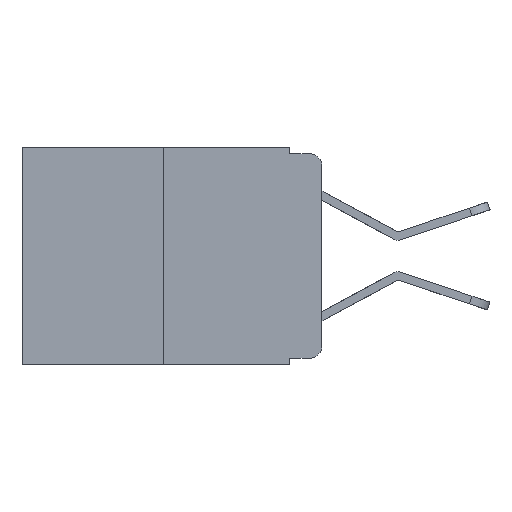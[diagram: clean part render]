
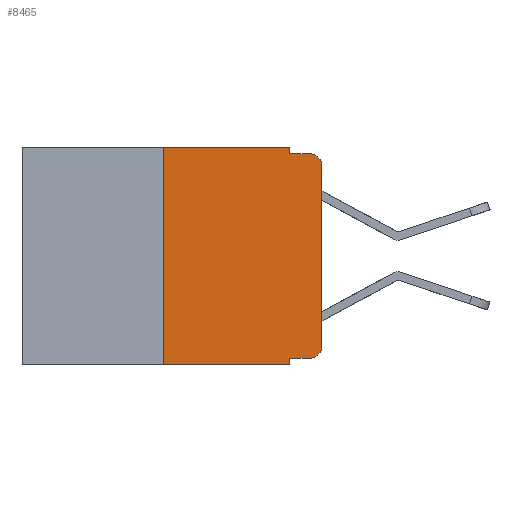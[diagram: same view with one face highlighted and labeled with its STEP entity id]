
A CAD part, left-side view. The second image highlights one B-rep face of the part: STEP entity #8465.
In plain terms, the highlighted planar face has unit normal (-1, 0, 0).
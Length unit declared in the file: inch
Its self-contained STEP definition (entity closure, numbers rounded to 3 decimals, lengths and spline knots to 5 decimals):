
#423 = VECTOR ( 'NONE', #9132, 39.37008 ) ;
#586 = CARTESIAN_POINT ( 'NONE',  ( 0., 0.051, 0. ) ) ;
#886 = VERTEX_POINT ( 'NONE', #14844 ) ;
#1337 = VERTEX_POINT ( 'NONE', #12465 ) ;
#1969 = AXIS2_PLACEMENT_3D ( 'NONE', #18631, #8896, #20207 ) ;
#2139 = CARTESIAN_POINT ( 'NONE',  ( 0., 0.473, 0. ) ) ;
#2169 = CARTESIAN_POINT ( 'NONE',  ( 0., 0., -0.03 ) ) ;
#2229 = AXIS2_PLACEMENT_3D ( 'NONE', #18071, #8260, #19625 ) ;
#2271 = CIRCLE ( 'NONE', #1969, 0.02 ) ;
#2341 = DIRECTION ( 'NONE',  ( 0., 0., -1. ) ) ;
#2751 = VECTOR ( 'NONE', #8907, 39.37008 ) ;
#3205 = CARTESIAN_POINT ( 'NONE',  ( 0., 0.051, 0. ) ) ;
#3213 = ORIENTED_EDGE ( 'NONE', *, *, #18291, .T. ) ;
#3795 = DIRECTION ( 'NONE',  ( 0., 0., -1. ) ) ;
#3973 = EDGE_CURVE ( 'NONE', #18861, #14153, #15971, .T. ) ;
#4911 = LINE ( 'NONE', #10468, #17554 ) ;
#5038 = LINE ( 'NONE', #13548, #13361 ) ;
#5062 = EDGE_CURVE ( 'NONE', #6622, #17216, #7392, .T. ) ;
#5600 = ORIENTED_EDGE ( 'NONE', *, *, #6620, .T. ) ;
#5853 = CARTESIAN_POINT ( 'NONE',  ( 0., 0.051, -0.01 ) ) ;
#5962 = CARTESIAN_POINT ( 'NONE',  ( 0., 0., -0.313 ) ) ;
#6109 = ORIENTED_EDGE ( 'NONE', *, *, #15466, .F. ) ;
#6468 = ORIENTED_EDGE ( 'NONE', *, *, #3973, .T. ) ;
#6620 = EDGE_CURVE ( 'NONE', #7289, #9839, #8898, .T. ) ;
#6622 = VERTEX_POINT ( 'NONE', #3205 ) ;
#6891 = VERTEX_POINT ( 'NONE', #12318 ) ;
#6896 = ORIENTED_EDGE ( 'NONE', *, *, #11102, .F. ) ;
#7289 = VERTEX_POINT ( 'NONE', #8310 ) ;
#7392 = LINE ( 'NONE', #586, #15654 ) ;
#7401 = CARTESIAN_POINT ( 'NONE',  ( 0., 0.051, -0.01 ) ) ;
#7457 = EDGE_CURVE ( 'NONE', #1337, #6622, #4911, .T. ) ;
#7715 = EDGE_CURVE ( 'NONE', #6891, #7289, #17793, .T. ) ;
#8088 = ORIENTED_EDGE ( 'NONE', *, *, #13977, .F. ) ;
#8209 = ORIENTED_EDGE ( 'NONE', *, *, #7457, .F. ) ;
#8260 = DIRECTION ( 'NONE',  ( -1., 0., 0. ) ) ;
#8309 = CARTESIAN_POINT ( 'NONE',  ( 0., 0.25, 0. ) ) ;
#8310 = CARTESIAN_POINT ( 'NONE',  ( 0., 0.02, -0.333 ) ) ;
#8465 = ADVANCED_FACE ( 'NONE', ( #20711 ), #16968, .F. ) ;
#8896 = DIRECTION ( 'NONE',  ( -1., 0., 0. ) ) ;
#8898 = CIRCLE ( 'NONE', #2229, 0.02 ) ;
#8907 = DIRECTION ( 'NONE',  ( 0., -1., 0. ) ) ;
#9132 = DIRECTION ( 'NONE',  ( 0., -1., 0. ) ) ;
#9839 = VERTEX_POINT ( 'NONE', #5962 ) ;
#10468 = CARTESIAN_POINT ( 'NONE',  ( 0., 0.473, 0. ) ) ;
#11102 = EDGE_CURVE ( 'NONE', #6891, #14153, #5038, .T. ) ;
#11898 = EDGE_LOOP ( 'NONE', ( #12360, #3213, #8088, #15420, #8209, #6109, #6468, #6896, #16697, #5600 ) ) ;
#12318 = CARTESIAN_POINT ( 'NONE',  ( 0., 0.051, -0.333 ) ) ;
#12360 = ORIENTED_EDGE ( 'NONE', *, *, #19329, .T. ) ;
#12377 = LINE ( 'NONE', #18203, #20403 ) ;
#12465 = CARTESIAN_POINT ( 'NONE',  ( 0., 0.25, 0. ) ) ;
#13361 = VECTOR ( 'NONE', #15181, 39.37008 ) ;
#13548 = CARTESIAN_POINT ( 'NONE',  ( 0., 0.051, 0. ) ) ;
#13657 = DIRECTION ( 'NONE',  ( 0., -1., 0. ) ) ;
#13770 = DIRECTION ( 'NONE',  ( 1., 0., 0. ) ) ;
#13781 = LINE ( 'NONE', #7401, #423 ) ;
#13956 = LINE ( 'NONE', #8309, #14468 ) ;
#13977 = EDGE_CURVE ( 'NONE', #17216, #886, #13781, .T. ) ;
#14153 = VERTEX_POINT ( 'NONE', #14423 ) ;
#14423 = CARTESIAN_POINT ( 'NONE',  ( 0., 0.051, -0.343 ) ) ;
#14468 = VECTOR ( 'NONE', #21280, 39.37008 ) ;
#14844 = CARTESIAN_POINT ( 'NONE',  ( 0., 0.02, -0.01 ) ) ;
#15081 = CARTESIAN_POINT ( 'NONE',  ( 0., 0.051, -0.333 ) ) ;
#15181 = DIRECTION ( 'NONE',  ( 0., 0., -1. ) ) ;
#15420 = ORIENTED_EDGE ( 'NONE', *, *, #5062, .F. ) ;
#15466 = EDGE_CURVE ( 'NONE', #18861, #1337, #13956, .T. ) ;
#15645 = VERTEX_POINT ( 'NONE', #2169 ) ;
#15654 = VECTOR ( 'NONE', #2341, 39.37008 ) ;
#15971 = LINE ( 'NONE', #18866, #2751 ) ;
#16697 = ORIENTED_EDGE ( 'NONE', *, *, #7715, .T. ) ;
#16703 = DIRECTION ( 'NONE',  ( 0., -1., 0. ) ) ;
#16819 = CARTESIAN_POINT ( 'NONE',  ( 0., 0.25, -0.343 ) ) ;
#16968 = PLANE ( 'NONE',  #21032 ) ;
#17216 = VERTEX_POINT ( 'NONE', #5853 ) ;
#17292 = VECTOR ( 'NONE', #16703, 39.37008 ) ;
#17554 = VECTOR ( 'NONE', #13657, 39.37008 ) ;
#17793 = LINE ( 'NONE', #15081, #17292 ) ;
#18071 = CARTESIAN_POINT ( 'NONE',  ( 0., 0.02, -0.313 ) ) ;
#18203 = CARTESIAN_POINT ( 'NONE',  ( 0., 0., 0. ) ) ;
#18291 = EDGE_CURVE ( 'NONE', #15645, #886, #2271, .T. ) ;
#18631 = CARTESIAN_POINT ( 'NONE',  ( 0., 0.02, -0.03 ) ) ;
#18861 = VERTEX_POINT ( 'NONE', #16819 ) ;
#18866 = CARTESIAN_POINT ( 'NONE',  ( 0., 0.473, -0.343 ) ) ;
#19329 = EDGE_CURVE ( 'NONE', #9839, #15645, #12377, .T. ) ;
#19625 = DIRECTION ( 'NONE',  ( 0., 0., -1. ) ) ;
#19766 = DIRECTION ( 'NONE',  ( 0., 0., 1. ) ) ;
#20207 = DIRECTION ( 'NONE',  ( 0., 0., -1. ) ) ;
#20403 = VECTOR ( 'NONE', #19766, 39.37008 ) ;
#20711 = FACE_OUTER_BOUND ( 'NONE', #11898, .T. ) ;
#21032 = AXIS2_PLACEMENT_3D ( 'NONE', #2139, #13770, #3795 ) ;
#21280 = DIRECTION ( 'NONE',  ( 0., 0., 1. ) ) ;
